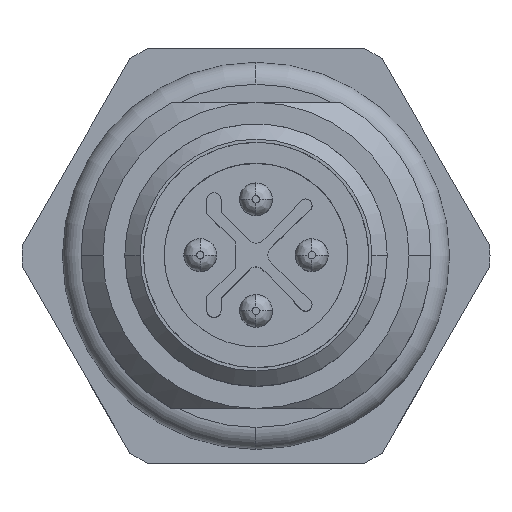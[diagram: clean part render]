
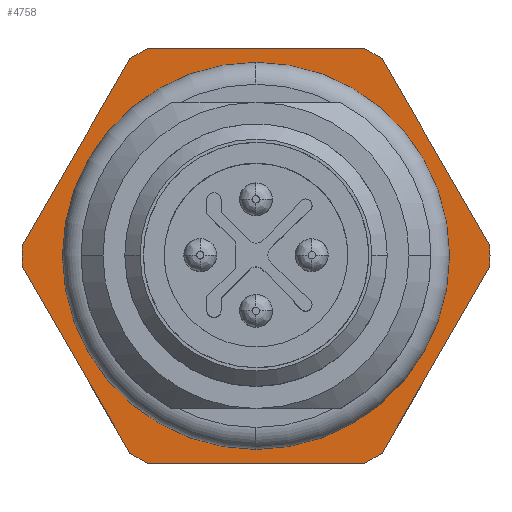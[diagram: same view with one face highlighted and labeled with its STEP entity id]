
A CAD part, top view. The second image highlights one B-rep face of the part: STEP entity #4758.
In plain terms, the highlighted planar face has unit normal (0, 0, 1).
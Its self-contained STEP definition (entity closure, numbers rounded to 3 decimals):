
#4421=AXIS2_PLACEMENT_3D('Circle Axis2P3D',#4419,#4420,$) ;
#4476=AXIS2_PLACEMENT_3D('Circle Axis2P3D',#4474,#4475,$) ;
#4524=AXIS2_PLACEMENT_3D('Circle Axis2P3D',#4522,#4523,$) ;
#4541=AXIS2_PLACEMENT_3D('Circle Axis2P3D',#4539,#4540,$) ;
#4596=AXIS2_PLACEMENT_3D('Circle Axis2P3D',#4594,#4595,$) ;
#4644=AXIS2_PLACEMENT_3D('Circle Axis2P3D',#4642,#4643,$) ;
#4692=AXIS2_PLACEMENT_3D('Circle Axis2P3D',#4690,#4691,$) ;
#4709=AXIS2_PLACEMENT_3D('Circle Axis2P3D',#4707,#4708,$) ;
#4722=AXIS2_PLACEMENT_3D('Plane Axis2P3D',#4719,#4720,#4721) ;
#4742=AXIS2_PLACEMENT_3D('Circle Axis2P3D',#4740,#4741,$) ;
#4751=AXIS2_PLACEMENT_3D('Circle Axis2P3D',#4749,#4750,$) ;
#4392=CARTESIAN_POINT('Vertex',(0.011,9.986,5.3)) ;
#4395=CARTESIAN_POINT('Line Origine',(2.473,14.25,5.3)) ;
#4399=CARTESIAN_POINT('Vertex',(4.934,18.514,5.3)) ;
#4419=CARTESIAN_POINT('Axis2P3D Location',(10.7,9.5,5.3)) ;
#4423=CARTESIAN_POINT('Vertex',(5.777,19.,5.3)) ;
#4443=CARTESIAN_POINT('Line Origine',(10.7,19.,5.3)) ;
#4447=CARTESIAN_POINT('Vertex',(15.623,19.,5.3)) ;
#4471=CARTESIAN_POINT('Vertex',(16.466,18.514,5.3)) ;
#4474=CARTESIAN_POINT('Axis2P3D Location',(10.7,9.5,5.3)) ;
#4491=CARTESIAN_POINT('Line Origine',(18.927,14.25,5.3)) ;
#4495=CARTESIAN_POINT('Vertex',(21.389,9.986,5.3)) ;
#4519=CARTESIAN_POINT('Vertex',(21.4,9.5,5.3)) ;
#4522=CARTESIAN_POINT('Axis2P3D Location',(10.7,9.5,5.3)) ;
#4539=CARTESIAN_POINT('Axis2P3D Location',(10.7,9.5,5.3)) ;
#4543=CARTESIAN_POINT('Vertex',(21.389,9.014,5.3)) ;
#4563=CARTESIAN_POINT('Line Origine',(18.927,4.75,5.3)) ;
#4567=CARTESIAN_POINT('Vertex',(16.466,0.486,5.3)) ;
#4591=CARTESIAN_POINT('Vertex',(15.623,0.,5.3)) ;
#4594=CARTESIAN_POINT('Axis2P3D Location',(10.7,9.5,5.3)) ;
#4611=CARTESIAN_POINT('Line Origine',(10.7,0.,5.3)) ;
#4615=CARTESIAN_POINT('Vertex',(5.777,0.,5.3)) ;
#4639=CARTESIAN_POINT('Vertex',(4.934,0.486,5.3)) ;
#4642=CARTESIAN_POINT('Axis2P3D Location',(10.7,9.5,5.3)) ;
#4659=CARTESIAN_POINT('Line Origine',(2.473,4.75,5.3)) ;
#4663=CARTESIAN_POINT('Vertex',(0.011,9.014,5.3)) ;
#4687=CARTESIAN_POINT('Vertex',(0.,9.5,5.3)) ;
#4690=CARTESIAN_POINT('Axis2P3D Location',(10.7,9.5,5.3)) ;
#4707=CARTESIAN_POINT('Axis2P3D Location',(10.7,9.5,5.3)) ;
#4719=CARTESIAN_POINT('Axis2P3D Location',(3.85,9.5,5.3)) ;
#4740=CARTESIAN_POINT('Axis2P3D Location',(10.7,9.5,5.3)) ;
#4744=CARTESIAN_POINT('Vertex',(10.7,17.35,5.3)) ;
#4746=CARTESIAN_POINT('Vertex',(10.7,1.65,5.3)) ;
#4749=CARTESIAN_POINT('Axis2P3D Location',(10.7,9.5,5.3)) ;
#4396=DIRECTION('Vector Direction',(-0.5,-0.866,0.)) ;
#4420=DIRECTION('Axis2P3D Direction',(0.,0.,1.)) ;
#4444=DIRECTION('Vector Direction',(-1.,0.,0.)) ;
#4475=DIRECTION('Axis2P3D Direction',(0.,0.,1.)) ;
#4492=DIRECTION('Vector Direction',(-0.5,0.866,0.)) ;
#4523=DIRECTION('Axis2P3D Direction',(0.,-0.,1.)) ;
#4540=DIRECTION('Axis2P3D Direction',(0.,-0.,1.)) ;
#4564=DIRECTION('Vector Direction',(0.5,0.866,0.)) ;
#4595=DIRECTION('Axis2P3D Direction',(0.,0.,1.)) ;
#4612=DIRECTION('Vector Direction',(1.,0.,0.)) ;
#4643=DIRECTION('Axis2P3D Direction',(0.,0.,1.)) ;
#4660=DIRECTION('Vector Direction',(0.5,-0.866,0.)) ;
#4691=DIRECTION('Axis2P3D Direction',(0.,0.,1.)) ;
#4708=DIRECTION('Axis2P3D Direction',(0.,0.,1.)) ;
#4720=DIRECTION('Axis2P3D Direction',(0.,-0.,1.)) ;
#4721=DIRECTION('Axis2P3D XDirection',(0.,1.,0.)) ;
#4741=DIRECTION('Axis2P3D Direction',(0.,-0.,1.)) ;
#4750=DIRECTION('Axis2P3D Direction',(0.,-0.,1.)) ;
#4397=VECTOR('Line Direction',#4396,1.) ;
#4445=VECTOR('Line Direction',#4444,1.) ;
#4493=VECTOR('Line Direction',#4492,1.) ;
#4565=VECTOR('Line Direction',#4564,1.) ;
#4613=VECTOR('Line Direction',#4612,1.) ;
#4661=VECTOR('Line Direction',#4660,1.) ;
#4725=ORIENTED_EDGE('',*,*,#4401,.T.) ;
#4726=ORIENTED_EDGE('',*,*,#4711,.T.) ;
#4727=ORIENTED_EDGE('',*,*,#4694,.T.) ;
#4728=ORIENTED_EDGE('',*,*,#4665,.T.) ;
#4729=ORIENTED_EDGE('',*,*,#4646,.T.) ;
#4730=ORIENTED_EDGE('',*,*,#4617,.T.) ;
#4731=ORIENTED_EDGE('',*,*,#4598,.T.) ;
#4732=ORIENTED_EDGE('',*,*,#4569,.T.) ;
#4733=ORIENTED_EDGE('',*,*,#4545,.T.) ;
#4734=ORIENTED_EDGE('',*,*,#4526,.T.) ;
#4735=ORIENTED_EDGE('',*,*,#4497,.T.) ;
#4736=ORIENTED_EDGE('',*,*,#4478,.T.) ;
#4737=ORIENTED_EDGE('',*,*,#4449,.T.) ;
#4738=ORIENTED_EDGE('',*,*,#4425,.T.) ;
#4755=ORIENTED_EDGE('',*,*,#4748,.F.) ;
#4756=ORIENTED_EDGE('',*,*,#4753,.F.) ;
#4757=FACE_BOUND('',#4754,.T.) ;
#4758=ADVANCED_FACE('Hauptkoerper',(#4739,#4757),#4723,.T.) ;
#4422=CIRCLE('generated circle',#4421,10.7) ;
#4477=CIRCLE('generated circle',#4476,10.7) ;
#4525=CIRCLE('generated circle',#4524,10.7) ;
#4542=CIRCLE('generated circle',#4541,10.7) ;
#4597=CIRCLE('generated circle',#4596,10.7) ;
#4645=CIRCLE('generated circle',#4644,10.7) ;
#4693=CIRCLE('generated circle',#4692,10.7) ;
#4710=CIRCLE('generated circle',#4709,10.7) ;
#4743=CIRCLE('generated circle',#4742,7.85) ;
#4752=CIRCLE('generated circle',#4751,7.85) ;
#4401=EDGE_CURVE('',#4400,#4393,#4398,.T.) ;
#4425=EDGE_CURVE('',#4424,#4400,#4422,.T.) ;
#4449=EDGE_CURVE('',#4448,#4424,#4446,.T.) ;
#4478=EDGE_CURVE('',#4472,#4448,#4477,.T.) ;
#4497=EDGE_CURVE('',#4496,#4472,#4494,.T.) ;
#4526=EDGE_CURVE('',#4520,#4496,#4525,.T.) ;
#4545=EDGE_CURVE('',#4544,#4520,#4542,.T.) ;
#4569=EDGE_CURVE('',#4568,#4544,#4566,.T.) ;
#4598=EDGE_CURVE('',#4592,#4568,#4597,.T.) ;
#4617=EDGE_CURVE('',#4616,#4592,#4614,.T.) ;
#4646=EDGE_CURVE('',#4640,#4616,#4645,.T.) ;
#4665=EDGE_CURVE('',#4664,#4640,#4662,.T.) ;
#4694=EDGE_CURVE('',#4688,#4664,#4693,.T.) ;
#4711=EDGE_CURVE('',#4393,#4688,#4710,.T.) ;
#4748=EDGE_CURVE('',#4745,#4747,#4743,.T.) ;
#4753=EDGE_CURVE('',#4747,#4745,#4752,.T.) ;
#4724=EDGE_LOOP('',(#4725,#4726,#4727,#4728,#4729,#4730,#4731,#4732,#4733,#4734,#4735,#4736,#4737,#4738)) ;
#4754=EDGE_LOOP('',(#4755,#4756)) ;
#4739=FACE_OUTER_BOUND('',#4724,.T.) ;
#4398=LINE('Line',#4395,#4397) ;
#4446=LINE('Line',#4443,#4445) ;
#4494=LINE('Line',#4491,#4493) ;
#4566=LINE('Line',#4563,#4565) ;
#4614=LINE('Line',#4611,#4613) ;
#4662=LINE('Line',#4659,#4661) ;
#4723=PLANE('',#4722) ;
#4393=VERTEX_POINT('',#4392) ;
#4400=VERTEX_POINT('',#4399) ;
#4424=VERTEX_POINT('',#4423) ;
#4448=VERTEX_POINT('',#4447) ;
#4472=VERTEX_POINT('',#4471) ;
#4496=VERTEX_POINT('',#4495) ;
#4520=VERTEX_POINT('',#4519) ;
#4544=VERTEX_POINT('',#4543) ;
#4568=VERTEX_POINT('',#4567) ;
#4592=VERTEX_POINT('',#4591) ;
#4616=VERTEX_POINT('',#4615) ;
#4640=VERTEX_POINT('',#4639) ;
#4664=VERTEX_POINT('',#4663) ;
#4688=VERTEX_POINT('',#4687) ;
#4745=VERTEX_POINT('',#4744) ;
#4747=VERTEX_POINT('',#4746) ;
